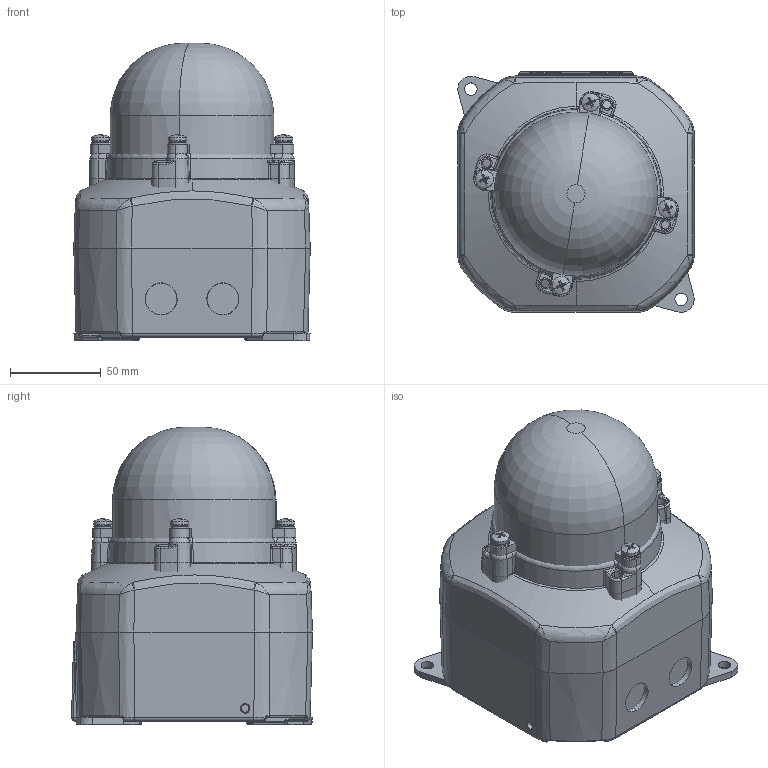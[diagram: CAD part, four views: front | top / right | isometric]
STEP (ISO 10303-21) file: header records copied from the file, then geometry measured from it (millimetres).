
FILE_DESCRIPTION (( 'STEP AP214' ), '1' );
FILE_NAME ('D211-05-201-3D_Issue_A.STEP', '2019-11-28T16:34:56', ( 'User' ), ( '' ), 'SwSTEP 2.0', 'SolidWorks 2020', '' );
FILE_SCHEMA (( 'AUTOMOTIVE_DESIGN' ));
Length unit declared in the file: millimetre
Products named in the file (1): D211-05-201-3D_Issue_A
Bounding box: 130 x 132.45 x 163.6 mm (x, y, z)
Volume: 1740434.5 mm3; surface area: 153968.8 mm2
Topology: 18 solids, 18 shells, 944 faces, 2235 edges, 1303 vertices
Faces by surface type: cylinder 315, bspline 231, plane 227, torus 95, cone 62, sphere 14
Entity records: 42625 total; most frequent: CARTESIAN_POINT 12446, ORIENTED_EDGE 4380, DIRECTION 3798, EDGE_CURVE 2190, AXIS2_PLACEMENT_3D 1540, VERTEX_POINT 1303, EDGE_LOOP 995, UNCERTAINTY_MEASURE_WITH_UNIT 964
